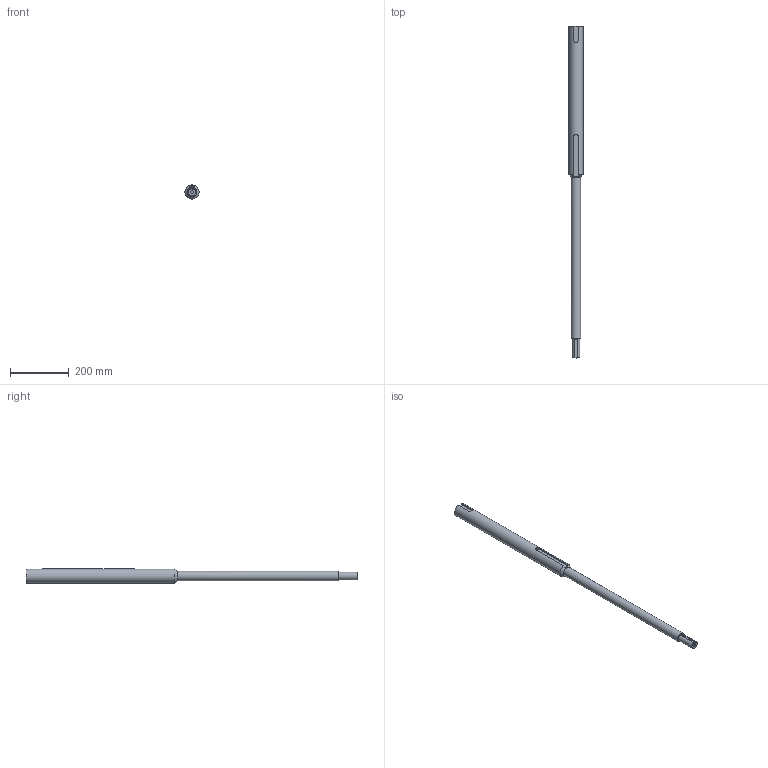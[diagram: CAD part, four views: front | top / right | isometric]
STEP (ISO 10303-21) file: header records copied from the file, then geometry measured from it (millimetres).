
FILE_DESCRIPTION(/* description */ ('Unknown'),/* implementation_level */ '2;1');
FILE_NAME(/* name */ 'axe verger',/* time_stamp */ '2023-01-24T01:23:46+01:00',/* author */ ('Unknown'),/* organization */ ('Unknown'),/* preprocessor_version */ 'ST-DEVELOPER v18.102',/* originating_system */ 'Solid Edge',/* authorisation */ 'Unknown');
FILE_SCHEMA (('AUTOMOTIVE_DESIGN {1 0 10303 214 3 1 1}'));
Length unit declared in the file: millimetre
Products named in the file (1): axe verger
Bounding box: 47.89 x 1130 x 47.91 mm (x, y, z)
Volume: 1385227.4 mm3; surface area: 144490.3 mm2
Topology: 1 solids, 1 shells, 22 faces, 51 edges, 33 vertices
Faces by surface type: plane 13, cylinder 8, cone 1
Full cylindrical faces by diameter (mm): 10.106 x2, 26 x1, 32 x1, 48 x1
Entity records: 769 total; most frequent: CARTESIAN_POINT 132, DIRECTION 94, ORIENTED_EDGE 84, EDGE_CURVE 42, AXIS2_PLACEMENT_3D 35, VERTEX_POINT 30, EDGE_LOOP 30, FACE_BOUND 30
